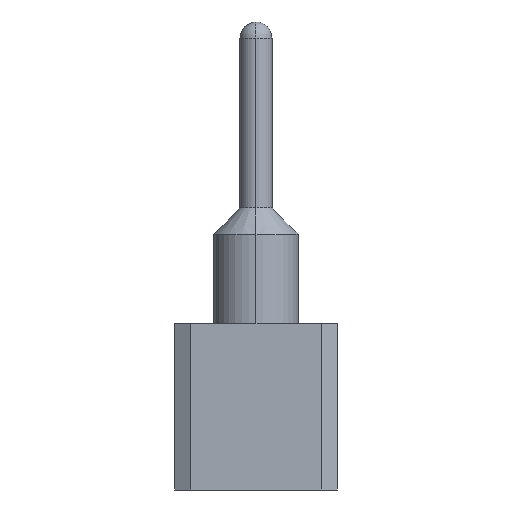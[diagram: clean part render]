
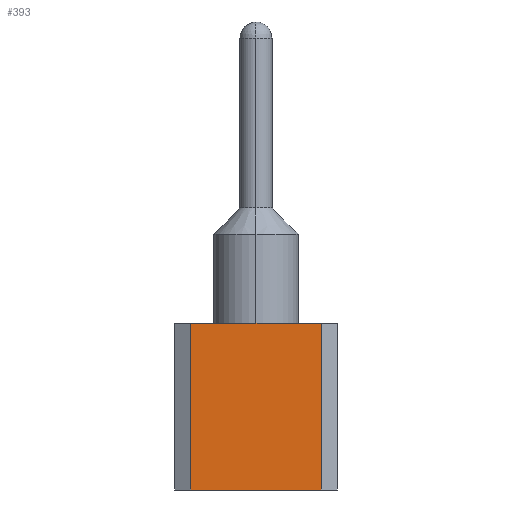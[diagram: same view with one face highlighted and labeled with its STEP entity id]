
A CAD part, left-side view. The second image highlights one B-rep face of the part: STEP entity #393.
In plain terms, the highlighted planar face has unit normal (-1, 0, 0).
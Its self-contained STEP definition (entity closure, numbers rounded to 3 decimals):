
#393=ADVANCED_FACE('',(#1205),#1206,.T.);
#1205=FACE_OUTER_BOUND('',#2093,.T.);
#1206=PLANE('',#2094);
#2093=EDGE_LOOP('',(#4994,#4995,#4996,#4997));
#2094=AXIS2_PLACEMENT_3D('',#4998,#4999,#5000);
#4994=ORIENTED_EDGE('',*,*,#6165,.T.);
#4995=ORIENTED_EDGE('',*,*,#6453,.F.);
#4996=ORIENTED_EDGE('',*,*,#5728,.F.);
#4997=ORIENTED_EDGE('',*,*,#6452,.T.);
#4998=CARTESIAN_POINT('',(-1.27,1.27,0.0));
#4999=DIRECTION('',(-1.0,0.0,0.0));
#5000=DIRECTION('',(0.0,0.0,1.0));
#5728=EDGE_CURVE('',#6910,#6912,#6913,.T.);
#6165=EDGE_CURVE('',#7651,#7649,#7652,.T.);
#6452=EDGE_CURVE('',#6910,#7651,#8072,.T.);
#6453=EDGE_CURVE('',#6912,#7649,#8073,.T.);
#6910=VERTEX_POINT('',#8656);
#6912=VERTEX_POINT('',#8659);
#6913=LINE('',#8660,#8661);
#7649=VERTEX_POINT('',#9640);
#7651=VERTEX_POINT('',#9643);
#7652=LINE('',#9644,#9645);
#8072=LINE('',#10235,#10236);
#8073=LINE('',#10237,#10238);
#8656=CARTESIAN_POINT('',(-1.27,1.02,0.0));
#8659=CARTESIAN_POINT('',(-1.27,-1.02,0.0));
#8660=CARTESIAN_POINT('',(-1.27,1.02,0.0));
#8661=VECTOR('',#10760,2.04);
#9640=CARTESIAN_POINT('',(-1.27,-1.02,-2.6));
#9643=CARTESIAN_POINT('',(-1.27,1.02,-2.6));
#9644=CARTESIAN_POINT('',(-1.27,1.02,-2.6));
#9645=VECTOR('',#11581,2.04);
#10235=CARTESIAN_POINT('',(-1.27,1.02,0.0));
#10236=VECTOR('',#12100,2.6);
#10237=CARTESIAN_POINT('',(-1.27,-1.02,0.0));
#10238=VECTOR('',#12101,2.6);
#10760=DIRECTION('',(0.0,-1.0,0.0));
#11581=DIRECTION('',(0.0,-1.0,0.0));
#12100=DIRECTION('',(0.0,0.0,-1.0));
#12101=DIRECTION('',(0.0,0.0,-1.0));
